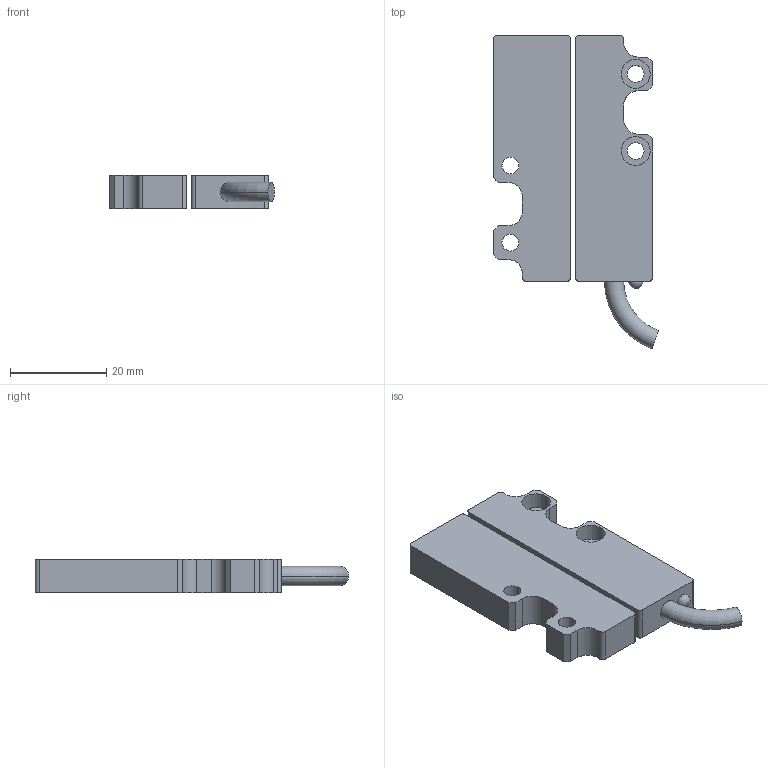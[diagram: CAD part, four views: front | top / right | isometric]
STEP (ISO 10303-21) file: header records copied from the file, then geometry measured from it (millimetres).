
FILE_DESCRIPTION (( 'STEP AP214' ), '1' );
FILE_NAME ('P0000009586.STEP', '2025-11-04T09:18:52', ( 'Microsoft' ), ( 'Microsoft' ), 'SwSTEP 2.0', 'SolidWorks 2025', '' );
FILE_SCHEMA (( 'AUTOMOTIVE_DESIGN' ));
Length unit declared in the file: millimetre
Products named in the file (1): P0000009586
Bounding box: 34.24 x 65 x 7 mm (x, y, z)
Volume: 10017.3 mm3; surface area: 5447.3 mm2
Topology: 2 solids, 2 shells, 68 faces, 179 edges, 120 vertices
Faces by surface type: plane 35, cylinder 30, torus 2, sphere 1
Entity records: 2204 total; most frequent: CARTESIAN_POINT 421, DIRECTION 378, ORIENTED_EDGE 352, EDGE_CURVE 176, AXIS2_PLACEMENT_3D 135, VERTEX_POINT 118, VECTOR 108, LINE 108
